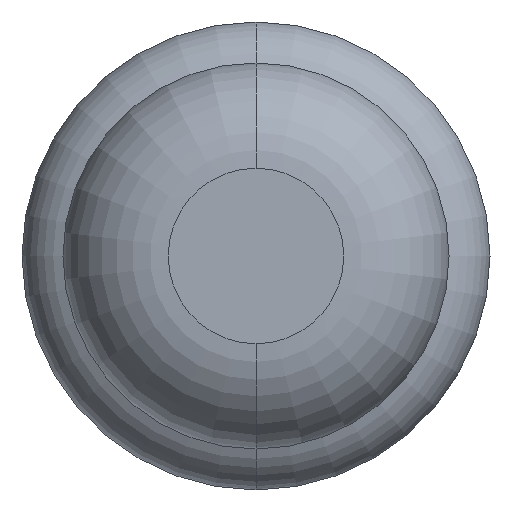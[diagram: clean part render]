
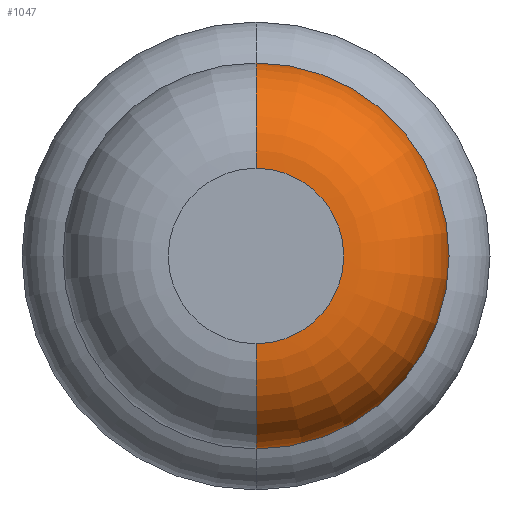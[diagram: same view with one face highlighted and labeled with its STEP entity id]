
A CAD part, front view. The second image highlights one B-rep face of the part: STEP entity #1047.
In plain terms, the highlighted toroidal (fillet/blend) face has major radius 0.375 mm and minor radius 0.45 mm.
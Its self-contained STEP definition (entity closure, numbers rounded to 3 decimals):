
#174 = CARTESIAN_POINT ( 'NONE',  ( 0., -23.55, 0.375 ) ) ;
#495 = CIRCLE ( 'NONE', #857, 0.375 ) ;
#510 = CARTESIAN_POINT ( 'NONE',  ( 0., -23.55, -0.375 ) ) ;
#606 = CARTESIAN_POINT ( 'NONE',  ( 0., -24., 0.375 ) ) ;
#660 = AXIS2_PLACEMENT_3D ( 'NONE', #510, #2491, #816 ) ;
#697 = CARTESIAN_POINT ( 'NONE',  ( 0., -23.55, 0. ) ) ;
#716 = DIRECTION ( 'NONE',  ( 0., 1., 0. ) ) ;
#750 = DIRECTION ( 'NONE',  ( 0., 0., 1. ) ) ;
#816 = DIRECTION ( 'NONE',  ( 0., 0., -1. ) ) ;
#857 = AXIS2_PLACEMENT_3D ( 'NONE', #1763, #3184, #2638 ) ;
#886 = ORIENTED_EDGE ( 'NONE', *, *, #1828, .F. ) ;
#945 = EDGE_CURVE ( 'Defeature ausgef�hrt1_6+Defeature ausgef�hrt1_5+Defeature ausgef�hrt1_5+Defeature ausgef�hrt1_5', #2141, #1042, #495, .T. ) ;
#962 = VERTEX_POINT ( 'NONE', #2314 ) ;
#1042 = VERTEX_POINT ( 'NONE', #2395 ) ;
#1047 = ADVANCED_FACE ( 'Defeature ausgef�hrt1_6', ( #2986 ), #2210, .T. ) ;
#1132 = CARTESIAN_POINT ( 'NONE',  ( 0., -23.55, 0. ) ) ;
#1245 = ORIENTED_EDGE ( 'NONE', *, *, #3665, .F. ) ;
#1277 = DIRECTION ( 'NONE',  ( 0., 0., 1. ) ) ;
#1763 = CARTESIAN_POINT ( 'NONE',  ( 0., -24., 0. ) ) ;
#1780 = EDGE_LOOP ( 'NONE', ( #2164, #2775, #1245, #886 ) ) ;
#1828 = EDGE_CURVE ( 'NONE', #2141, #2671, #3687, .T. ) ;
#2141 = VERTEX_POINT ( 'NONE', #606 ) ;
#2153 = CARTESIAN_POINT ( 'NONE',  ( 0., -23.55, 0.825 ) ) ;
#2164 = ORIENTED_EDGE ( 'NONE', *, *, #945, .T. ) ;
#2210 = TOROIDAL_SURFACE ( 'NONE', #2279, 0.375, 0.45 ) ;
#2279 = AXIS2_PLACEMENT_3D ( 'NONE', #697, #716, #1277 ) ;
#2299 = CIRCLE ( 'NONE', #3616, 0.825 ) ;
#2314 = CARTESIAN_POINT ( 'NONE',  ( 0., -23.55, -0.825 ) ) ;
#2395 = CARTESIAN_POINT ( 'NONE',  ( 0., -24., -0.375 ) ) ;
#2491 = DIRECTION ( 'NONE',  ( 1., 0., 0. ) ) ;
#2638 = DIRECTION ( 'NONE',  ( 0., 0., 1. ) ) ;
#2664 = CIRCLE ( 'NONE', #660, 0.45 ) ;
#2671 = VERTEX_POINT ( 'NONE', #2153 ) ;
#2775 = ORIENTED_EDGE ( 'NONE', *, *, #2799, .T. ) ;
#2799 = EDGE_CURVE ( 'NONE', #1042, #962, #2664, .T. ) ;
#2840 = DIRECTION ( 'NONE',  ( 0., 0., 1. ) ) ;
#2986 = FACE_OUTER_BOUND ( 'NONE', #1780, .T. ) ;
#3152 = DIRECTION ( 'NONE',  ( 0., 1., 0. ) ) ;
#3184 = DIRECTION ( 'NONE',  ( 0., 1., 0. ) ) ;
#3228 = AXIS2_PLACEMENT_3D ( 'NONE', #174, #3271, #750 ) ;
#3271 = DIRECTION ( 'NONE',  ( -1., 0., 0. ) ) ;
#3616 = AXIS2_PLACEMENT_3D ( 'NONE', #1132, #3152, #2840 ) ;
#3665 = EDGE_CURVE ( 'Defeature ausgef�hrt1_7+Defeature ausgef�hrt1_6+Defeature ausgef�hrt1_6+Defeature ausgef�hrt1_6', #2671, #962, #2299, .T. ) ;
#3687 = CIRCLE ( 'NONE', #3228, 0.45 ) ;
